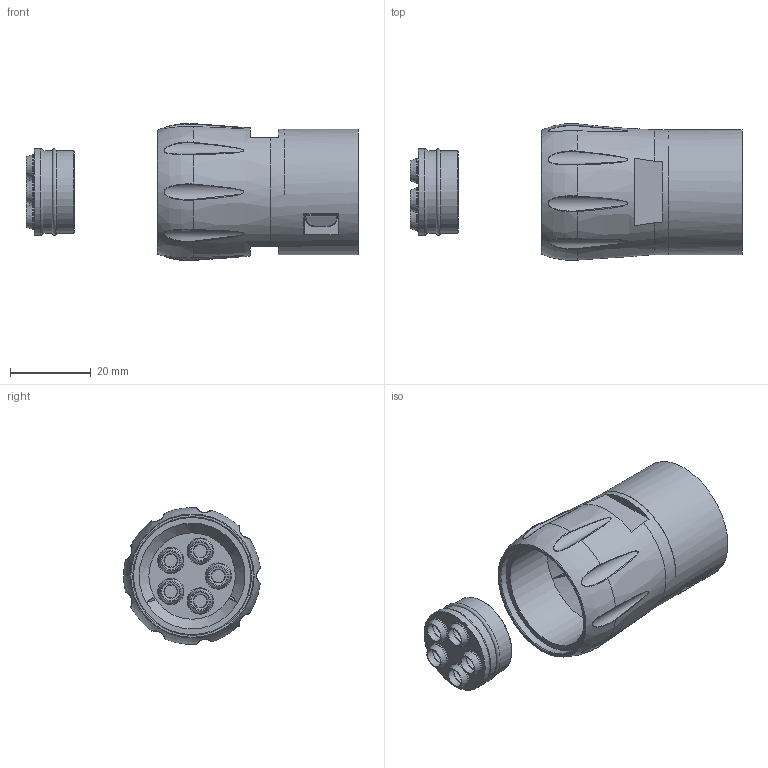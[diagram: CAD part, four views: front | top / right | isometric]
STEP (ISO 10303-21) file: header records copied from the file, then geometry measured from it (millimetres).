
FILE_DESCRIPTION(/* description */ (''),/* implementation_level */ '2;1');
FILE_NAME(/* name */ '08 0108 000 000 001_02-HEC Schutzschlauchverschraubung 5pol.stp',/* time_stamp */ '2019-10-01T07:47:30+02:00',/* author */ (''),/* organization */ (''),/* preprocessor_version */ 'ST-DEVELOPER v16',/* originating_system */ 'SIEMENS PLM Software NX 11.0',/* authorisation */ '');
FILE_SCHEMA (('AUTOMOTIVE_DESIGN { 1 0 10303 214 3 1 1 1 }'));
Length unit declared in the file: millimetre
Products named in the file (1): rhen2170A913ok13
Bounding box: 82.2 x 33.8 x 33.92 mm (x, y, z)
Volume: 20746.4 mm3; surface area: 14430.3 mm2
Topology: 2 solids, 2 shells, 504 faces, 1225 edges, 737 vertices
Faces by surface type: plane 161, cylinder 135, torus 116, cone 65, bspline 27
Full cylindrical faces by diameter (mm): 1.3 x2, 3.2 x15, 4.5 x5, 5.1 x20, 6.1 x5, 16.5 x1, 17.3 x1, 20.4 x2, 21.4 x1, 26.2 x1, 29 x1, 31 x1
Entity records: 15288 total; most frequent: CARTESIAN_POINT 4743, DIRECTION 2239, ORIENTED_EDGE 1878, EDGE_CURVE 939, AXIS2_PLACEMENT_3D 914, EDGE_LOOP 736, VERTEX_POINT 655, ADVANCED_FACE 504
